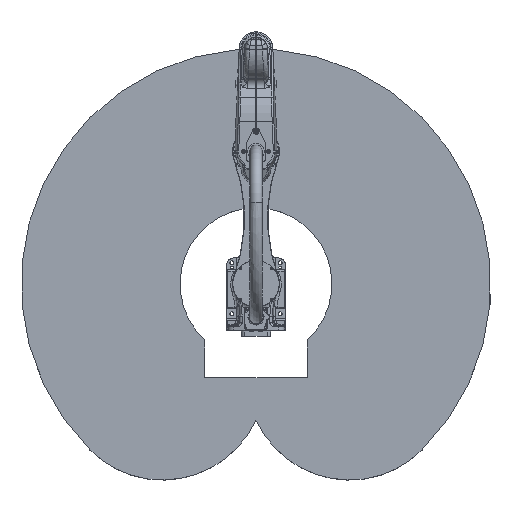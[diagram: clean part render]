
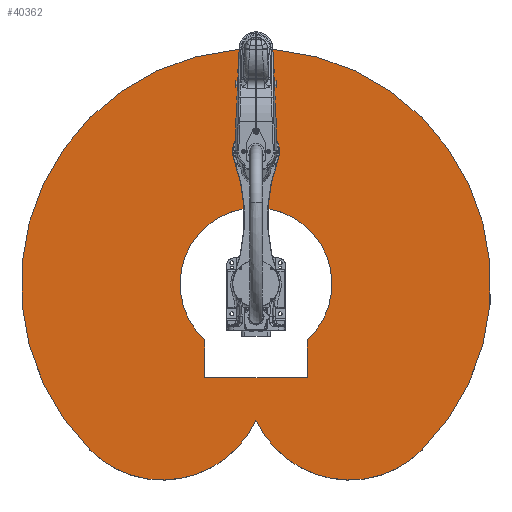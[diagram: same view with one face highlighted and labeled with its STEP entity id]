
A CAD part, top view. The second image highlights one B-rep face of the part: STEP entity #40362.
In plain terms, the highlighted face is planar.
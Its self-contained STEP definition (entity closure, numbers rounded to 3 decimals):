
#714=FACE_BOUND('',#14453,.T.);
#4246=LINE('',#88331,#6946);
#4251=LINE('',#88341,#6951);
#4253=LINE('',#88345,#6953);
#6946=VECTOR('',#54416,10.);
#6951=VECTOR('',#54423,10.);
#6953=VECTOR('',#54427,10.);
#7862=PLANE('',#44360);
#9591=CIRCLE('',#44359,258.78);
#9592=CIRCLE('',#44361,350.);
#9593=CIRCLE('',#44362,800.);
#9594=CIRCLE('',#44363,350.);
#11861=FACE_OUTER_BOUND('',#14452,.T.);
#14452=EDGE_LOOP('',(#35427,#35428,#35429));
#14453=EDGE_LOOP('',(#35430,#35431,#35432,#35433));
#18836=VERTEX_POINT('',#88329);
#18837=VERTEX_POINT('',#88330);
#18840=VERTEX_POINT('',#88338);
#18842=VERTEX_POINT('',#88344);
#18847=VERTEX_POINT('',#88360);
#18848=VERTEX_POINT('',#88361);
#18849=VERTEX_POINT('',#88363);
#24361=EDGE_CURVE('',#18836,#18837,#4246,.T.);
#24366=EDGE_CURVE('',#18837,#18840,#4251,.T.);
#24368=EDGE_CURVE('',#18842,#18836,#4253,.T.);
#24375=EDGE_CURVE('',#18840,#18842,#9591,.T.);
#24376=EDGE_CURVE('',#18847,#18848,#9592,.T.);
#24377=EDGE_CURVE('',#18848,#18849,#9593,.T.);
#24378=EDGE_CURVE('',#18849,#18847,#9594,.T.);
#35427=ORIENTED_EDGE('',*,*,#24376,.T.);
#35428=ORIENTED_EDGE('',*,*,#24377,.T.);
#35429=ORIENTED_EDGE('',*,*,#24378,.T.);
#35430=ORIENTED_EDGE('',*,*,#24366,.T.);
#35431=ORIENTED_EDGE('',*,*,#24375,.T.);
#35432=ORIENTED_EDGE('',*,*,#24368,.T.);
#35433=ORIENTED_EDGE('',*,*,#24361,.T.);
#40362=ADVANCED_FACE('',(#11861,#714),#7862,.F.);
#44359=AXIS2_PLACEMENT_3D('',#88358,#54442,#54443);
#44360=AXIS2_PLACEMENT_3D('',#88359,#54444,#54445);
#44361=AXIS2_PLACEMENT_3D('',#88362,#54446,#54447);
#44362=AXIS2_PLACEMENT_3D('',#88364,#54448,#54449);
#44363=AXIS2_PLACEMENT_3D('',#88365,#54450,#54451);
#54416=DIRECTION('',(0.,-1.,0.));
#54423=DIRECTION('',(1.,0.,0.));
#54427=DIRECTION('',(-1.,0.,0.));
#54442=DIRECTION('center_axis',(0.,0.,1.));
#54443=DIRECTION('ref_axis',(-1.,0.,0.));
#54444=DIRECTION('center_axis',(0.,0.,1.));
#54445=DIRECTION('ref_axis',(1.,0.,0.));
#54446=DIRECTION('center_axis',(0.,0.,-1.));
#54447=DIRECTION('ref_axis',(0.707,-0.707,0.));
#54448=DIRECTION('center_axis',(0.,0.,-1.));
#54449=DIRECTION('ref_axis',(0.707,0.707,0.));
#54450=DIRECTION('center_axis',(0.,0.,-1.));
#54451=DIRECTION('ref_axis',(0.416,-0.909,0.));
#88329=CARTESIAN_POINT('',(-320.,175.,0.));
#88330=CARTESIAN_POINT('',(-320.,-175.,0.));
#88331=CARTESIAN_POINT('',(-320.,-87.5,0.));
#88338=CARTESIAN_POINT('',(-190.636,-175.,0.));
#88341=CARTESIAN_POINT('',(45.314,-175.,0.));
#88344=CARTESIAN_POINT('',(-190.636,175.,0.));
#88345=CARTESIAN_POINT('',(-152.186,175.,0.));
#88358=CARTESIAN_POINT('Origin',(0.,0.,0.));
#88359=CARTESIAN_POINT('Origin',(15.627,0.,
0.));
#88360=CARTESIAN_POINT('',(-463.972,0.,0.));
#88361=CARTESIAN_POINT('',(-565.685,565.685,0.));
#88362=CARTESIAN_POINT('Origin',(-318.198,318.198,0.));
#88363=CARTESIAN_POINT('',(-565.685,-565.685,0.));
#88364=CARTESIAN_POINT('Origin',(0.,0.,0.));
#88365=CARTESIAN_POINT('Origin',(-318.198,-318.198,0.));
